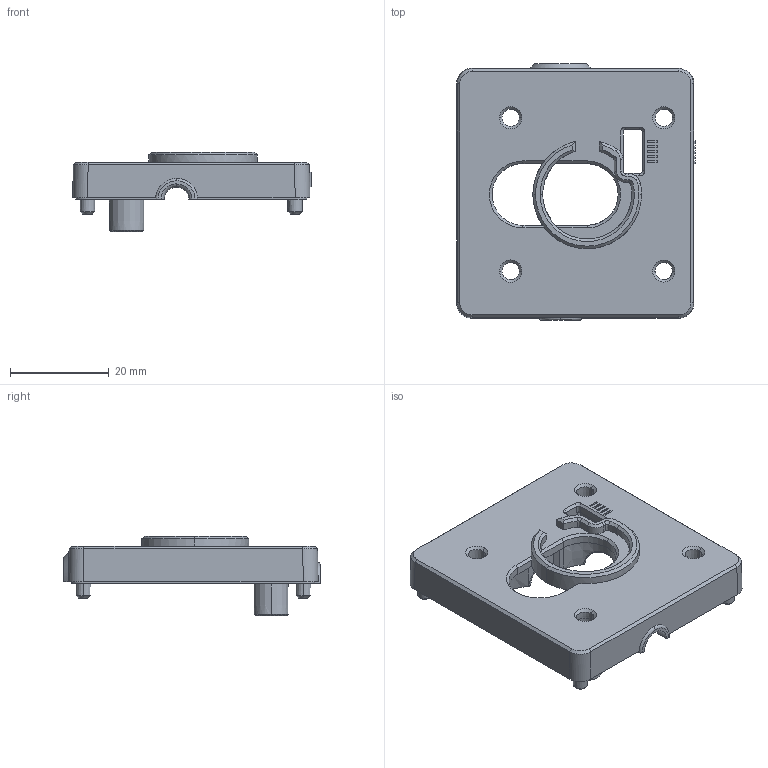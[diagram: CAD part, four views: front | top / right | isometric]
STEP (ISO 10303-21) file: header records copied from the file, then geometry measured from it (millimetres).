
FILE_DESCRIPTION (( 'STEP AP214' ), '1' );
FILE_NAME ('1258-G.STEP', '2015-10-13T07:21:25', ( '' ), ( '' ), 'SwSTEP 2.0', 'SolidWorks 2015', '' );
FILE_SCHEMA (( 'AUTOMOTIVE_DESIGN' ));
Length unit declared in the file: millimetre
Products named in the file (1): 1258-G
Bounding box: 48.25 x 51.98 x 16 mm (x, y, z)
Volume: 8338.6 mm3; surface area: 9332.3 mm2
Topology: 1 solids, 1 shells, 374 faces, 1013 edges, 648 vertices
Faces by surface type: plane 218, cone 74, bspline 46, cylinder 34, torus 2
Entity records: 14949 total; most frequent: CARTESIAN_POINT 6196, ORIENTED_EDGE 2026, DIRECTION 1519, EDGE_CURVE 1013, VERTEX_POINT 648, VECTOR 583, LINE 583, AXIS2_PLACEMENT_3D 468
